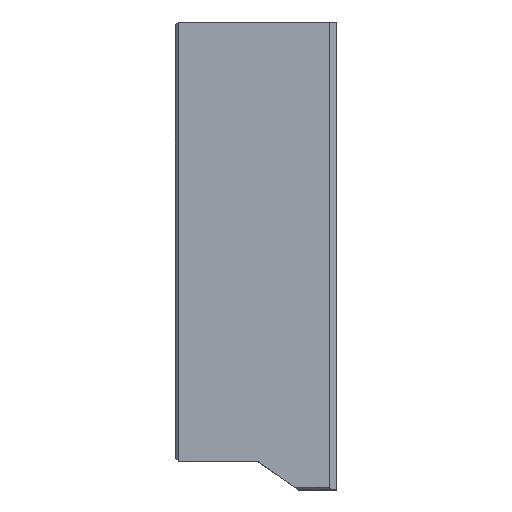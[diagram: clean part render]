
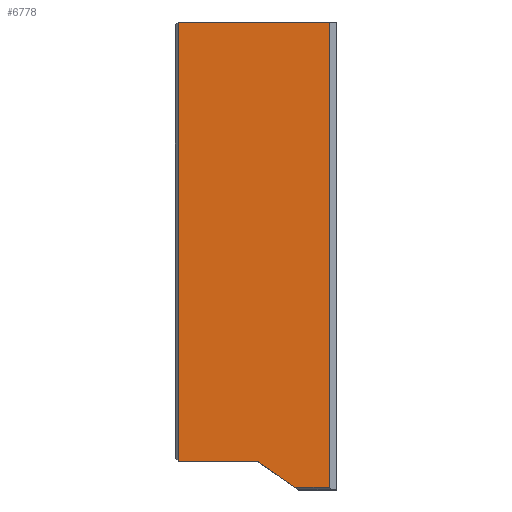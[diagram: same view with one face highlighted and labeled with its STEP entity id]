
A CAD part, left-side view. The second image highlights one B-rep face of the part: STEP entity #6778.
In plain terms, the highlighted planar face has unit normal (-1, 0, 0).
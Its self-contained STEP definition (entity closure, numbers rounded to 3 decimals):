
#786=FACE_OUTER_BOUND('',#1184,.T.);
#1184=EDGE_LOOP('',(#5657,#5658,#5659,#5660,#5661,#5662));
#1585=LINE('',#10702,#2246);
#1871=LINE('',#11464,#2532);
#1874=LINE('',#11470,#2535);
#1875=LINE('',#11472,#2536);
#1876=LINE('',#11474,#2537);
#1877=LINE('',#11475,#2538);
#2246=VECTOR('',#8263,10.);
#2532=VECTOR('',#9057,10.);
#2535=VECTOR('',#9064,10.);
#2536=VECTOR('',#9065,10.);
#2537=VECTOR('',#9066,10.);
#2538=VECTOR('',#9067,10.);
#2983=VERTEX_POINT('',#10699);
#2984=VERTEX_POINT('',#10701);
#3195=VERTEX_POINT('',#11463);
#3196=VERTEX_POINT('',#11469);
#3197=VERTEX_POINT('',#11471);
#3198=VERTEX_POINT('',#11473);
#3699=EDGE_CURVE('',#2983,#2984,#1585,.T.);
#4081=EDGE_CURVE('',#3195,#2983,#1871,.T.);
#4084=EDGE_CURVE('',#3195,#3196,#1874,.T.);
#4085=EDGE_CURVE('',#3196,#3197,#1875,.T.);
#4086=EDGE_CURVE('',#3198,#3197,#1876,.T.);
#4087=EDGE_CURVE('',#3198,#2984,#1877,.T.);
#5657=ORIENTED_EDGE('',*,*,#4081,.F.);
#5658=ORIENTED_EDGE('',*,*,#4084,.T.);
#5659=ORIENTED_EDGE('',*,*,#4085,.T.);
#5660=ORIENTED_EDGE('',*,*,#4086,.F.);
#5661=ORIENTED_EDGE('',*,*,#4087,.T.);
#5662=ORIENTED_EDGE('',*,*,#3699,.F.);
#6460=PLANE('',#7390);
#6778=ADVANCED_FACE('',(#786),#6460,.T.);
#7390=AXIS2_PLACEMENT_3D('',#11468,#9062,#9063);
#8263=DIRECTION('',(0.,-1.,0.));
#9057=DIRECTION('',(0.,0.,1.));
#9062=DIRECTION('center_axis',(-1.,0.,0.));
#9063=DIRECTION('ref_axis',(0.,-1.,0.));
#9064=DIRECTION('',(0.,-1.,0.));
#9065=DIRECTION('',(0.,-0.819,-0.574));
#9066=DIRECTION('',(0.,1.,0.));
#9067=DIRECTION('',(0.,0.,1.));
#10699=CARTESIAN_POINT('',(-375.,12.,-521.));
#10701=CARTESIAN_POINT('',(-375.,-9.,-521.));
#10702=CARTESIAN_POINT('',(-375.,0.,-521.));
#11463=CARTESIAN_POINT('',(-375.,12.,-582.));
#11464=CARTESIAN_POINT('',(-375.,12.,-569.25));
#11468=CARTESIAN_POINT('Origin',(-375.,10.,-586.));
#11469=CARTESIAN_POINT('',(-375.,1.,-582.));
#11470=CARTESIAN_POINT('',(-375.,5.5,-582.));
#11471=CARTESIAN_POINT('',(-375.,-4.141,-585.6));
#11472=CARTESIAN_POINT('',(-375.,0.224,-582.544));
#11473=CARTESIAN_POINT('',(-375.,-9.,-585.6));
#11474=CARTESIAN_POINT('',(-375.,5.,-585.6));
#11475=CARTESIAN_POINT('',(-375.,-9.,-586.));
